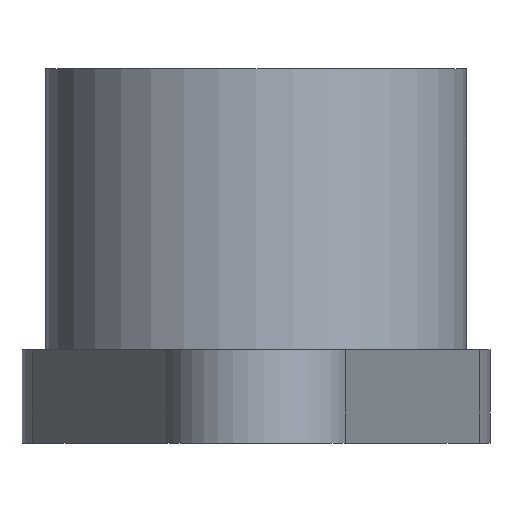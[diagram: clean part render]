
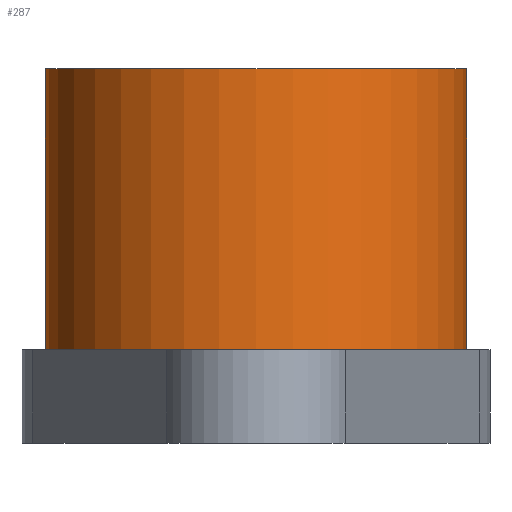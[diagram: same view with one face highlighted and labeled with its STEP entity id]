
A CAD part, left-side view. The second image highlights one B-rep face of the part: STEP entity #287.
In plain terms, the highlighted cylindrical face has radius 45 mm (diameter 90 mm), a full revolution.
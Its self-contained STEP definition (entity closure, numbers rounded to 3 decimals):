
#33=FACE_OUTER_BOUND('',#51,.T.);
#51=EDGE_LOOP('',(#204,#205,#206,#207));
#74=LINE('',#458,#95);
#95=VECTOR('',#368,45.);
#118=CIRCLE('',#322,45.);
#119=CIRCLE('',#323,45.);
#136=VERTEX_POINT('',#455);
#137=VERTEX_POINT('',#457);
#163=EDGE_CURVE('',#136,#136,#118,.T.);
#164=EDGE_CURVE('',#136,#137,#74,.T.);
#165=EDGE_CURVE('',#137,#137,#119,.T.);
#204=ORIENTED_EDGE('',*,*,#163,.F.);
#205=ORIENTED_EDGE('',*,*,#164,.T.);
#206=ORIENTED_EDGE('',*,*,#165,.F.);
#207=ORIENTED_EDGE('',*,*,#164,.F.);
#277=CYLINDRICAL_SURFACE('',#321,45.);
#287=ADVANCED_FACE('',(#33),#277,.T.);
#321=AXIS2_PLACEMENT_3D('',#454,#364,#365);
#322=AXIS2_PLACEMENT_3D('',#456,#366,#367);
#323=AXIS2_PLACEMENT_3D('',#459,#369,#370);
#364=DIRECTION('center_axis',(0.,0.,1.));
#365=DIRECTION('ref_axis',(1.,0.,0.));
#366=DIRECTION('center_axis',(0.,0.,1.));
#367=DIRECTION('ref_axis',(1.,0.,0.));
#368=DIRECTION('',(0.,0.,-1.));
#369=DIRECTION('center_axis',(0.,0.,-1.));
#370=DIRECTION('ref_axis',(1.,0.,0.));
#454=CARTESIAN_POINT('Origin',(0.,0.,0.));
#455=CARTESIAN_POINT('',(-45.,0.,80.));
#456=CARTESIAN_POINT('Origin',(0.,0.,80.));
#457=CARTESIAN_POINT('',(-45.,0.,20.));
#458=CARTESIAN_POINT('',(-45.,0.,0.));
#459=CARTESIAN_POINT('Origin',(0.,0.,20.));
